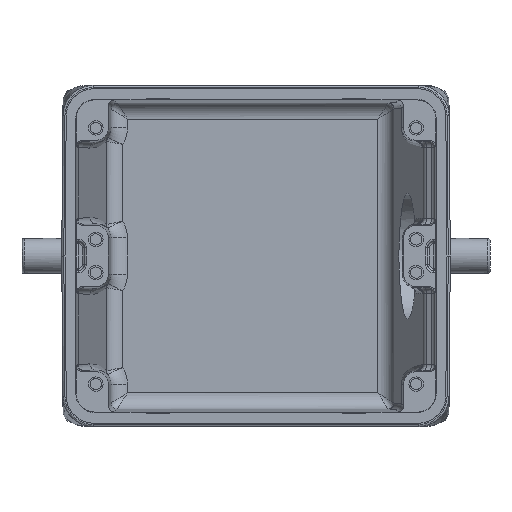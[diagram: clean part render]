
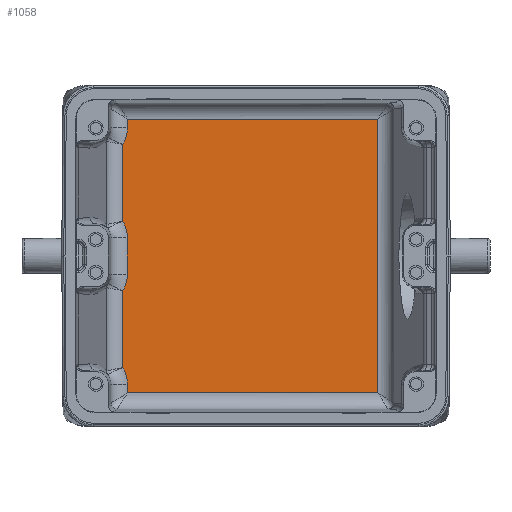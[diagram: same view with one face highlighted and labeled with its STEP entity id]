
A CAD part, front view. The second image highlights one B-rep face of the part: STEP entity #1058.
In plain terms, the highlighted planar face has unit normal (0, -1, 0).
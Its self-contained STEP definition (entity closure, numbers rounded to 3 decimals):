
#483=FACE_OUTER_BOUND('',#2014,.T.);
#1058=ADVANCED_FACE('',(#483),#1439,.F.);
#1439=PLANE('',#8392);
#2014=EDGE_LOOP('',(#4411,#4412,#4413,#4414,#4415,#4416,#4417,#4418,#4419,
#4420,#4421,#4422));
#2547=LINE('',#11984,#3222);
#2568=LINE('',#12319,#3243);
#2584=LINE('',#12581,#3259);
#2586=LINE('',#12698,#3261);
#2587=LINE('',#12830,#3262);
#2590=LINE('',#12950,#3265);
#2592=LINE('',#13074,#3267);
#2593=LINE('',#13078,#3268);
#3222=VECTOR('',#9538,1.);
#3243=VECTOR('',#9631,1.);
#3259=VECTOR('',#9705,1.);
#3261=VECTOR('',#9715,1.);
#3262=VECTOR('',#9718,1.);
#3265=VECTOR('',#9723,1.);
#3267=VECTOR('',#9731,1.);
#3268=VECTOR('',#9736,1.);
#4411=ORIENTED_EDGE('',*,*,#7049,.F.);
#4412=ORIENTED_EDGE('',*,*,#7168,.T.);
#4413=ORIENTED_EDGE('',*,*,#7169,.F.);
#4414=ORIENTED_EDGE('',*,*,#7170,.T.);
#4415=ORIENTED_EDGE('',*,*,#7099,.F.);
#4416=ORIENTED_EDGE('',*,*,#7109,.T.);
#4417=ORIENTED_EDGE('',*,*,#7144,.F.);
#4418=ORIENTED_EDGE('',*,*,#7150,.T.);
#4419=ORIENTED_EDGE('',*,*,#7153,.F.);
#4420=ORIENTED_EDGE('',*,*,#7156,.F.);
#4421=ORIENTED_EDGE('',*,*,#7161,.F.);
#4422=ORIENTED_EDGE('',*,*,#7167,.F.);
#6244=VERTEX_POINT('',#11983);
#6245=VERTEX_POINT('',#11985);
#6282=VERTEX_POINT('',#12320);
#6283=VERTEX_POINT('',#12321);
#6290=VERTEX_POINT('',#12378);
#6311=VERTEX_POINT('',#12582);
#6313=VERTEX_POINT('',#12683);
#6314=VERTEX_POINT('',#12697);
#6315=VERTEX_POINT('',#12829);
#6317=VERTEX_POINT('',#12949);
#6319=VERTEX_POINT('',#13077);
#6320=VERTEX_POINT('',#13079);
#7049=EDGE_CURVE('',#6244,#6245,#2547,.T.);
#7099=EDGE_CURVE('',#6282,#6283,#2568,.T.);
#7109=EDGE_CURVE('',#6282,#6290,#7950,.T.);
#7144=EDGE_CURVE('',#6311,#6290,#2584,.T.);
#7150=EDGE_CURVE('',#6311,#6313,#7959,.T.);
#7153=EDGE_CURVE('',#6314,#6313,#2586,.T.);
#7156=EDGE_CURVE('',#6315,#6314,#2587,.T.);
#7161=EDGE_CURVE('',#6317,#6315,#2590,.T.);
#7167=EDGE_CURVE('',#6245,#6317,#2592,.T.);
#7168=EDGE_CURVE('',#6244,#6319,#7960,.T.);
#7169=EDGE_CURVE('',#6320,#6319,#2593,.T.);
#7170=EDGE_CURVE('',#6320,#6283,#7961,.T.);
#7950=CIRCLE('',#8355,7.646);
#7959=CIRCLE('',#8382,7.646);
#7960=CIRCLE('',#8390,7.646);
#7961=CIRCLE('',#8391,7.646);
#8355=AXIS2_PLACEMENT_3D('',#12435,#9641,#9642);
#8382=AXIS2_PLACEMENT_3D('',#12684,#9710,#9711);
#8390=AXIS2_PLACEMENT_3D('',#13076,#9734,#9735);
#8391=AXIS2_PLACEMENT_3D('',#13080,#9737,#9738);
#8392=AXIS2_PLACEMENT_3D('',#13081,#9739,#9740);
#9538=DIRECTION('',(0.,0.,1.));
#9631=DIRECTION('',(0.,0.,1.));
#9641=DIRECTION('',(0.,1.,0.));
#9642=DIRECTION('',(0.,0.,1.));
#9705=DIRECTION('',(0.,0.,1.));
#9710=DIRECTION('',(0.,1.,0.));
#9711=DIRECTION('',(0.,0.,1.));
#9715=DIRECTION('',(0.,0.,1.));
#9718=DIRECTION('',(-1.,0.,0.));
#9723=DIRECTION('',(0.,0.,-1.));
#9731=DIRECTION('',(1.,0.,0.));
#9734=DIRECTION('',(0.,1.,0.));
#9735=DIRECTION('',(0.,0.,1.));
#9736=DIRECTION('',(0.,0.,1.));
#9737=DIRECTION('',(0.,1.,0.));
#9738=DIRECTION('',(0.,0.,1.));
#9739=DIRECTION('',(0.,1.,0.));
#9740=DIRECTION('',(-1.,0.,0.));
#11983=CARTESIAN_POINT('',(-31.104,40.,31.));
#11984=CARTESIAN_POINT('',(-31.104,40.,31.));
#11985=CARTESIAN_POINT('',(-31.104,40.,33.104));
#12319=CARTESIAN_POINT('',(-31.104,40.,-4.4));
#12320=CARTESIAN_POINT('',(-31.104,40.,-4.4));
#12321=CARTESIAN_POINT('',(-31.104,40.,4.4));
#12378=CARTESIAN_POINT('',(-32.225,40.,-8.385));
#12435=CARTESIAN_POINT('',(-38.75,40.,-4.4));
#12581=CARTESIAN_POINT('',(-32.225,40.,-27.015));
#12582=CARTESIAN_POINT('',(-32.225,40.,-27.015));
#12683=CARTESIAN_POINT('',(-31.104,40.,-31.));
#12684=CARTESIAN_POINT('',(-38.75,40.,-31.));
#12697=CARTESIAN_POINT('',(-31.104,40.,-33.104));
#12698=CARTESIAN_POINT('',(-31.104,40.,-33.104));
#12829=CARTESIAN_POINT('',(29.448,40.,-33.104));
#12830=CARTESIAN_POINT('',(32.925,40.,-33.104));
#12949=CARTESIAN_POINT('',(29.448,40.,33.104));
#12950=CARTESIAN_POINT('',(29.448,40.,-37.75));
#13074=CARTESIAN_POINT('',(35.75,40.,33.104));
#13076=CARTESIAN_POINT('',(-38.75,40.,31.));
#13077=CARTESIAN_POINT('',(-32.225,40.,27.015));
#13078=CARTESIAN_POINT('',(-32.225,40.,8.385));
#13079=CARTESIAN_POINT('',(-32.225,40.,8.385));
#13080=CARTESIAN_POINT('',(-38.75,40.,4.4));
#13081=CARTESIAN_POINT('',(32.925,40.,-37.75));
